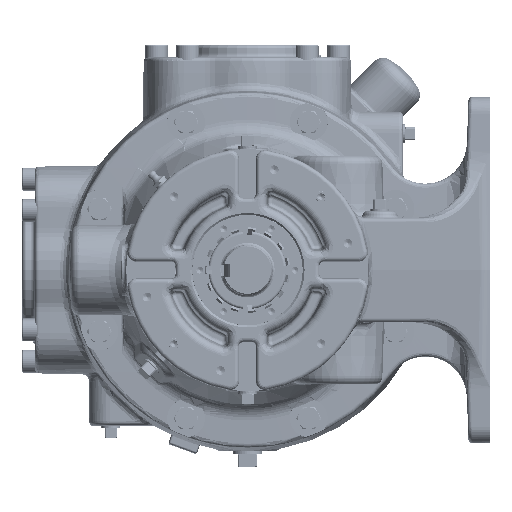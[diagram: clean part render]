
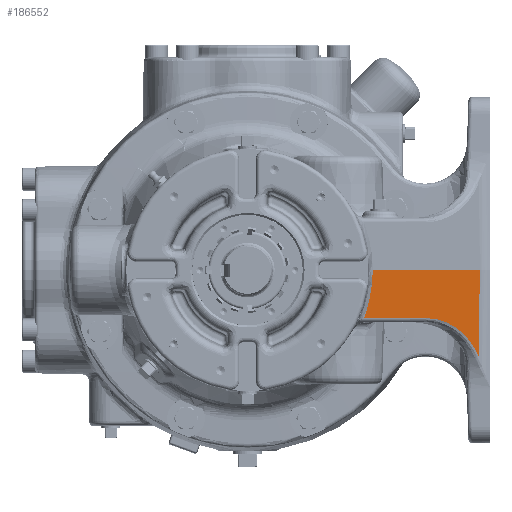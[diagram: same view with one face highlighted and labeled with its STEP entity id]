
A CAD part, left-side view. The second image highlights one B-rep face of the part: STEP entity #186552.
In plain terms, the highlighted planar face has unit normal (-0.642, -0.766, -0.035).
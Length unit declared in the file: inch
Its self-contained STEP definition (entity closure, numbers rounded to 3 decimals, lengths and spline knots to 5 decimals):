
#6224 = EDGE_LOOP ( 'NONE', ( #307269, #7104, #164855, #174012, #236745 ) ) ;
#7104 = ORIENTED_EDGE ( 'NONE', *, *, #111195, .T. ) ;
#17865 = LINE ( 'NONE', #123282, #253556 ) ;
#23362 = CARTESIAN_POINT ( 'NONE',  ( -6.27591, -6.38088, -1.79312 ) ) ;
#53590 = DIRECTION ( 'NONE',  ( -0.642, -0.766, -0.035 ) ) ;
#76865 = CARTESIAN_POINT ( 'NONE',  ( -5.9831, -6.70832, 0. ) ) ;
#79914 = CARTESIAN_POINT ( 'NONE',  ( -5.39071, -7.2054, 0. ) ) ;
#81716 = CARTESIAN_POINT ( 'NONE',  ( -9.72017, -3.52969, -0.94024 ) ) ;
#86961 = CARTESIAN_POINT ( 'NONE',  ( -9.6437, -3.61511, -0.474 ) ) ;
#98826 = EDGE_CURVE ( 'NONE', #338510, #170429, #136081, .T. ) ;
#111195 = EDGE_CURVE ( 'NONE', #338510, #120682, #205941, .T. ) ;
#120682 = VERTEX_POINT ( 'NONE', #272337 ) ;
#123282 = CARTESIAN_POINT ( 'NONE',  ( -5.98297, -6.70826, -0.00379 ) ) ;
#136081 = LINE ( 'NONE', #269590, #136363 ) ;
#136363 = VECTOR ( 'NONE', #244936, 39.37008 ) ;
#137886 = CARTESIAN_POINT ( 'NONE',  ( -9.89399, -3.3636, -1.38419 ) ) ;
#149690 = DIRECTION ( 'NONE',  ( -0.035, -0.016, 0.999 ) ) ;
#155499 = DIRECTION ( 'NONE',  ( 0.766, -0.643, 0. ) ) ;
#162499 = CARTESIAN_POINT ( 'NONE',  ( -9.66699, -3.61717, 0. ) ) ;
#164855 = ORIENTED_EDGE ( 'NONE', *, *, #166640, .T. ) ;
#166640 = EDGE_CURVE ( 'NONE', #120682, #243272, #300061, .T. ) ;
#170429 = VERTEX_POINT ( 'NONE', #76865 ) ;
#174012 = ORIENTED_EDGE ( 'NONE', *, *, #193217, .T. ) ;
#183102 = CARTESIAN_POINT ( 'NONE',  ( -5.89595, -6.66768, -2.49565 ) ) ;
#186552 = ADVANCED_FACE ( 'NONE', ( #317131 ), #213297, .T. ) ;
#193217 = EDGE_CURVE ( 'NONE', #243272, #337015, #203912, .T. ) ;
#202510 = CARTESIAN_POINT ( 'NONE',  ( -5.89595, -6.66768, -2.49565 ) ) ;
#203912 =( BOUNDED_CURVE ( )  B_SPLINE_CURVE ( 3, ( #231084, #310230, #23362, #183102 ),
 .UNSPECIFIED., .F., .F. ) 
 B_SPLINE_CURVE_WITH_KNOTS ( ( 4, 4 ),
 ( 1.62507, 2.70008 ),
 .UNSPECIFIED. ) 
 CURVE ( )  GEOMETRIC_REPRESENTATION_ITEM ( )  RATIONAL_B_SPLINE_CURVE ( ( 1., 0.906, 0.906, 1. ) ) 
 REPRESENTATION_ITEM ( '' )  );
#205941 =( BOUNDED_CURVE ( )  B_SPLINE_CURVE ( 3, ( #162499, #86961, #81716, #137886 ),
 .UNSPECIFIED., .F., .F. ) 
 B_SPLINE_CURVE_WITH_KNOTS ( ( 4, 4 ),
 ( 3.1004, 3.45405 ),
 .UNSPECIFIED. ) 
 CURVE ( )  GEOMETRIC_REPRESENTATION_ITEM ( )  RATIONAL_B_SPLINE_CURVE ( ( 1., 0.99, 0.99, 1. ) ) 
 REPRESENTATION_ITEM ( '' )  );
#212795 = CARTESIAN_POINT ( 'NONE',  ( -7.76069, -5.15365, -1.38419 ) ) ;
#213297 = PLANE ( 'NONE',  #220113 ) ;
#215710 = CARTESIAN_POINT ( 'NONE',  ( -5.35964, -7.16837, -1.38419 ) ) ;
#220113 = AXIS2_PLACEMENT_3D ( 'NONE', #79914, #53590, #155499 ) ;
#231084 = CARTESIAN_POINT ( 'NONE',  ( -7.76069, -5.15365, -1.38419 ) ) ;
#234567 = CARTESIAN_POINT ( 'NONE',  ( -9.66699, -3.61717, 0. ) ) ;
#236745 = ORIENTED_EDGE ( 'NONE', *, *, #312355, .T. ) ;
#243272 = VERTEX_POINT ( 'NONE', #212795 ) ;
#244936 = DIRECTION ( 'NONE',  ( 0.766, -0.643, 0. ) ) ;
#253556 = VECTOR ( 'NONE', #149690, 39.37008 ) ;
#269590 = CARTESIAN_POINT ( 'NONE',  ( -5.39071, -7.2054, 0. ) ) ;
#272337 = CARTESIAN_POINT ( 'NONE',  ( -9.89399, -3.3636, -1.38419 ) ) ;
#300061 = LINE ( 'NONE', #215710, #330043 ) ;
#303516 = DIRECTION ( 'NONE',  ( 0.766, -0.643, 0. ) ) ;
#307269 = ORIENTED_EDGE ( 'NONE', *, *, #98826, .F. ) ;
#310230 = CARTESIAN_POINT ( 'NONE',  ( -6.96199, -5.82384, -1.38419 ) ) ;
#312355 = EDGE_CURVE ( 'NONE', #337015, #170429, #17865, .T. ) ;
#317131 = FACE_OUTER_BOUND ( 'NONE', #6224, .T. ) ;
#330043 = VECTOR ( 'NONE', #303516, 39.37008 ) ;
#337015 = VERTEX_POINT ( 'NONE', #202510 ) ;
#338510 = VERTEX_POINT ( 'NONE', #234567 ) ;
